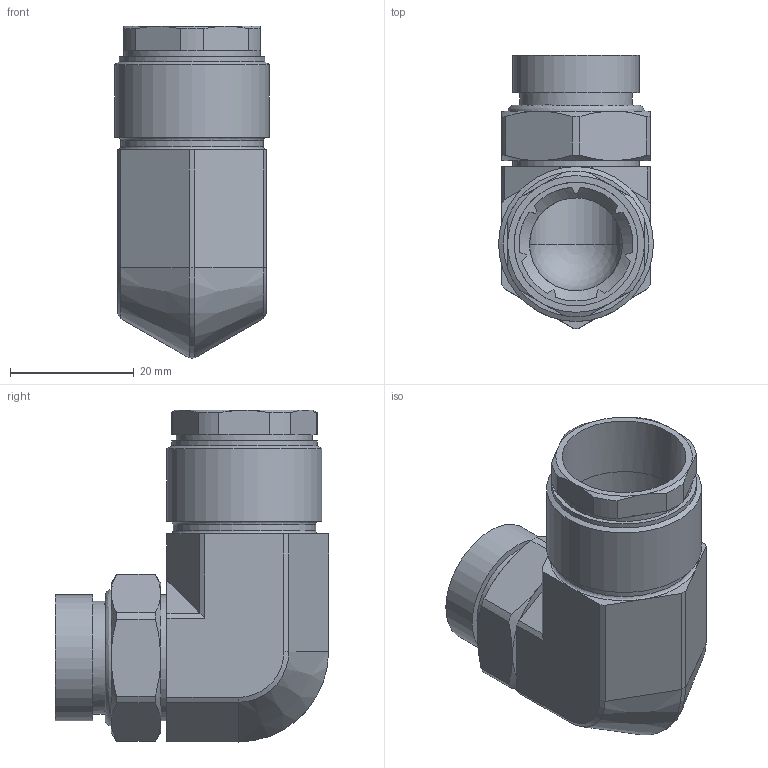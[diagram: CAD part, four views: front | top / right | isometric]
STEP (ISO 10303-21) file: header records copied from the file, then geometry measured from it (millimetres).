
FILE_DESCRIPTION(/* description */ (''),/* implementation_level */ '2;1');
FILE_NAME(/* name */ '100711260ugm000_a.stp',/* time_stamp */ '2017-02-28T08:39:50+01:00',/* author */ (''),/* organization */ (''),/* preprocessor_version */ 'ST-DEVELOPER v16',/* originating_system */ 'SIEMENS PLM Software NX 10.0',/* authorisation */ '');
FILE_SCHEMA (('AUTOMOTIVE_DESIGN { 1 0 10303 214 3 1 1 1 }'));
Length unit declared in the file: millimetre
Products named in the file (1): 100711260ugm000_a
Bounding box: 25 x 44.1 x 53.6 mm (x, y, z)
Volume: 15875.9 mm3; surface area: 10509.2 mm2
Topology: 1 solids, 2 shells, 235 faces, 606 edges, 397 vertices
Faces by surface type: plane 150, cylinder 38, cone 23, bspline 17, extrusion 6, sphere 1
Full cylindrical faces by diameter (mm): 0.805 x1, 1.181 x1, 15 x2, 18.2 x2, 19.06 x1, 20 x1, 20.4 x2, 21 x1, 22 x1, 23 x1, 23.5 x1, 25 x1
Entity records: 8921 total; most frequent: CARTESIAN_POINT 2771, ORIENTED_EDGE 1136, DIRECTION 1048, EDGE_CURVE 568, VERTEX_POINT 380, VECTOR 358, LINE 352, AXIS2_PLACEMENT_3D 345
